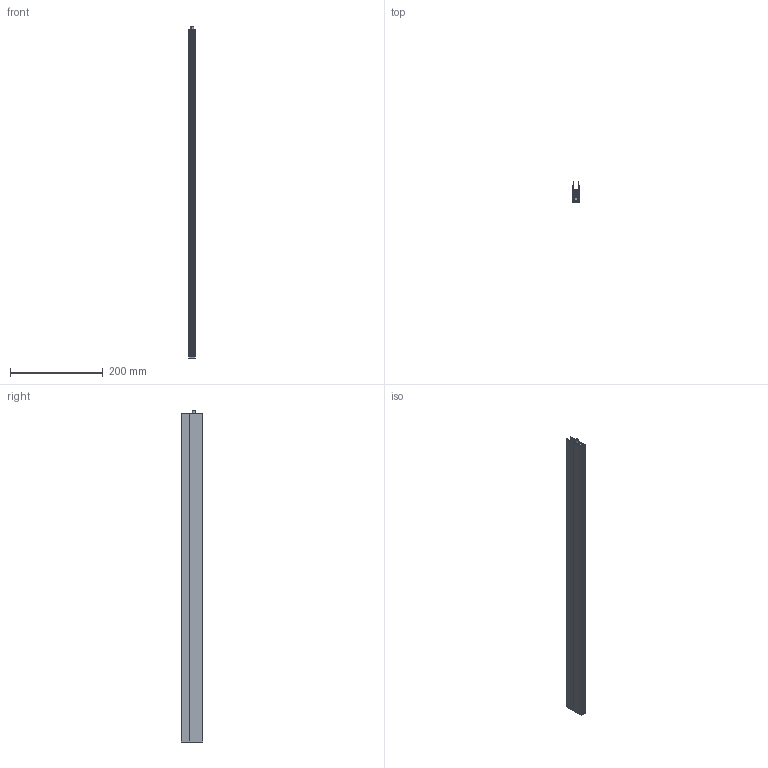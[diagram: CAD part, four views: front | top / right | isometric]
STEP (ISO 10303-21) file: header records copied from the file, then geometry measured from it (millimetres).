
FILE_DESCRIPTION (( 'STEP AP203' ), '1' );
FILE_NAME ('KG F10 schmal 709.STEP', '2025-03-07T13:59:17', ( '' ), ( '' ), 'SwSTEP 2.0', 'SolidWorks 2023', '' );
FILE_SCHEMA (( 'CONFIG_CONTROL_DESIGN' ));
Length unit declared in the file: millimetre
Products named in the file (5): Innengeometrie_WA_705; Schutzprofil KG F10 schmal_709; Aussengehäuse_WA_705; KG F10 schmal 709; Betätigungsteil_WA
Assembly tree (4 placements, depth 2):
  KG F10 schmal 709
    Aussengehäuse_WA_705
    Betätigungsteil_WA
    Innengeometrie_WA_705
    Schutzprofil KG F10 schmal_709
Bounding box: 13.5 x 46 x 717 mm (x, y, z)
Volume: 199672.1 mm3; surface area: 320606.9 mm2
Topology: 21 solids, 21 shells, 736 faces, 2074 edges, 1382 vertices
Faces by surface type: plane 382, bspline 288, cylinder 64, torus 2
Entity records: 37862 total; most frequent: CARTESIAN_POINT 20032, ORIENTED_EDGE 4148, DIRECTION 2542, EDGE_CURVE 2074, VERTEX_POINT 1382, LINE 1364, VECTOR 1364, EDGE_LOOP 818
